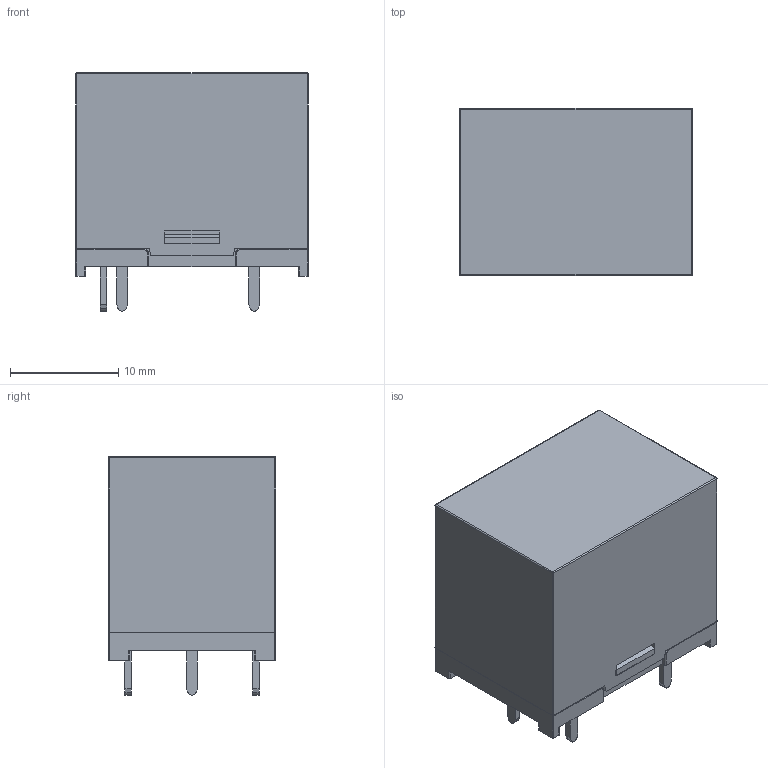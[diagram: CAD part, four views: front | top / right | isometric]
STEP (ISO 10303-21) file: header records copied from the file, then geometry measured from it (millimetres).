
FILE_DESCRIPTION(('FreeCAD Model'),'2;1');
FILE_NAME('G5LE-1-Relay.step', '2018-06-11T14:48:44',('kicad StepUp'),('ksu MCAD'), 'Open CASCADE STEP processor 7.2','FreeCAD','Unknown');
FILE_SCHEMA(('AUTOMOTIVE_DESIGN_CC2 { 1 2 10303 214 -1 1 5 4 }'));
Length unit declared in the file: millimetre
Products named in the file (1): G5LE-1-Relay
Bounding box: 21.5 x 15.45 x 22 mm (x, y, z)
Volume: 5950.6 mm3; surface area: 2097.8 mm2
Topology: 1 solids, 1 shells, 145 faces, 396 edges, 256 vertices
Faces by surface type: plane 91, cylinder 46, sphere 4, torus 4
Entity records: 5558 total; most frequent: CARTESIAN_POINT 794, ORIENTED_EDGE 784, DIRECTION 776, EDGE_CURVE 392, LINE 300, VECTOR 300, VERTEX_POINT 256, AXIS2_PLACEMENT_3D 238
